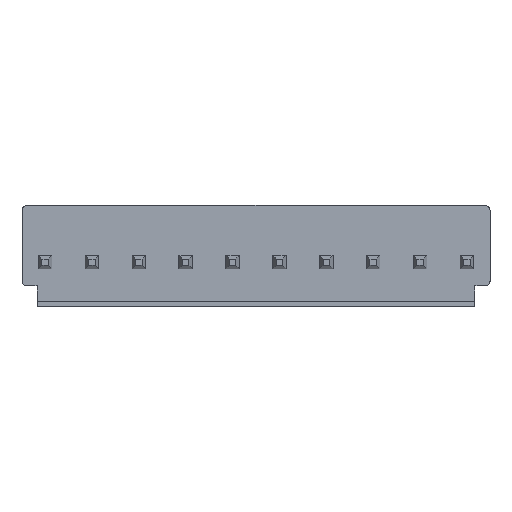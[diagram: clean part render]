
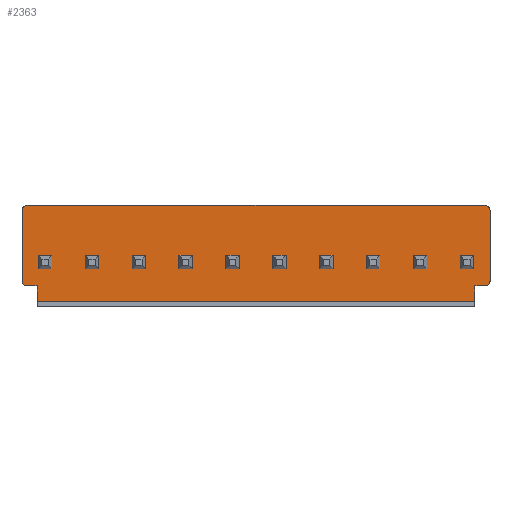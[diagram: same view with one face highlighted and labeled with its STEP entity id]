
A CAD part, front view. The second image highlights one B-rep face of the part: STEP entity #2363.
In plain terms, the highlighted planar face has unit normal (0, -1, 0).
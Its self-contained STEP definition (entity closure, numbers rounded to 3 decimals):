
#36=PLANE('',#2549);
#193=FACE_OUTER_BOUND('',#353,.T.);
#353=EDGE_LOOP('',(#1701,#1702,#1703,#1704,#1705,#1706,#1707,#1708,#1709,
#1710,#1711,#1712));
#513=LINE('',#3387,#837);
#516=LINE('',#3393,#840);
#517=LINE('',#3395,#841);
#518=LINE('',#3397,#842);
#519=LINE('',#3399,#843);
#520=LINE('',#3401,#844);
#521=LINE('',#3405,#845);
#522=LINE('',#3409,#846);
#837=VECTOR('',#2725,10.);
#840=VECTOR('',#2730,10.);
#841=VECTOR('',#2731,10.);
#842=VECTOR('',#2732,10.);
#843=VECTOR('',#2733,10.);
#844=VECTOR('',#2734,10.);
#845=VECTOR('',#2737,10.);
#846=VECTOR('',#2740,10.);
#1160=CIRCLE('',#2547,0.4);
#1161=CIRCLE('',#2550,0.4);
#1162=CIRCLE('',#2551,0.4);
#1163=CIRCLE('',#2552,0.4);
#1169=VERTEX_POINT('',#3380);
#1170=VERTEX_POINT('',#3382);
#1171=VERTEX_POINT('',#3386);
#1173=VERTEX_POINT('',#3392);
#1174=VERTEX_POINT('',#3394);
#1175=VERTEX_POINT('',#3396);
#1176=VERTEX_POINT('',#3398);
#1177=VERTEX_POINT('',#3400);
#1178=VERTEX_POINT('',#3402);
#1179=VERTEX_POINT('',#3404);
#1180=VERTEX_POINT('',#3406);
#1181=VERTEX_POINT('',#3408);
#1363=EDGE_CURVE('',#1169,#1170,#1160,.T.);
#1365=EDGE_CURVE('',#1171,#1170,#513,.T.);
#1368=EDGE_CURVE('',#1169,#1173,#516,.T.);
#1369=EDGE_CURVE('',#1174,#1173,#517,.T.);
#1370=EDGE_CURVE('',#1174,#1175,#518,.T.);
#1371=EDGE_CURVE('',#1176,#1175,#519,.T.);
#1372=EDGE_CURVE('',#1176,#1177,#520,.T.);
#1373=EDGE_CURVE('',#1178,#1177,#1161,.T.);
#1374=EDGE_CURVE('',#1178,#1179,#521,.T.);
#1375=EDGE_CURVE('',#1180,#1179,#1162,.T.);
#1376=EDGE_CURVE('',#1180,#1181,#522,.T.);
#1377=EDGE_CURVE('',#1171,#1181,#1163,.T.);
#1701=ORIENTED_EDGE('',*,*,#1363,.F.);
#1702=ORIENTED_EDGE('',*,*,#1368,.T.);
#1703=ORIENTED_EDGE('',*,*,#1369,.F.);
#1704=ORIENTED_EDGE('',*,*,#1370,.T.);
#1705=ORIENTED_EDGE('',*,*,#1371,.F.);
#1706=ORIENTED_EDGE('',*,*,#1372,.T.);
#1707=ORIENTED_EDGE('',*,*,#1373,.F.);
#1708=ORIENTED_EDGE('',*,*,#1374,.T.);
#1709=ORIENTED_EDGE('',*,*,#1375,.F.);
#1710=ORIENTED_EDGE('',*,*,#1376,.T.);
#1711=ORIENTED_EDGE('',*,*,#1377,.F.);
#1712=ORIENTED_EDGE('',*,*,#1365,.T.);
#2363=ADVANCED_FACE('',(#193),#36,.F.);
#2547=AXIS2_PLACEMENT_3D('',#3383,#2720,#2721);
#2549=AXIS2_PLACEMENT_3D('',#3391,#2728,#2729);
#2550=AXIS2_PLACEMENT_3D('',#3403,#2735,#2736);
#2551=AXIS2_PLACEMENT_3D('',#3407,#2738,#2739);
#2552=AXIS2_PLACEMENT_3D('',#3410,#2741,#2742);
#2720=DIRECTION('center_axis',(0.,1.,0.));
#2721=DIRECTION('ref_axis',(-0.707,0.,-0.707));
#2725=DIRECTION('',(0.,0.,-1.));
#2728=DIRECTION('center_axis',(0.,1.,0.));
#2729=DIRECTION('ref_axis',(1.,0.,0.));
#2730=DIRECTION('',(1.,0.,0.));
#2731=DIRECTION('',(0.,0.,1.));
#2732=DIRECTION('',(1.,0.,0.));
#2733=DIRECTION('',(0.,0.,-1.));
#2734=DIRECTION('',(1.,0.,0.));
#2735=DIRECTION('center_axis',(0.,1.,0.));
#2736=DIRECTION('ref_axis',(0.707,0.,-0.707));
#2737=DIRECTION('',(0.,0.,1.));
#2738=DIRECTION('center_axis',(0.,1.,0.));
#2739=DIRECTION('ref_axis',(0.707,0.,0.707));
#2740=DIRECTION('',(-1.,0.,0.));
#2741=DIRECTION('center_axis',(0.,1.,0.));
#2742=DIRECTION('ref_axis',(-0.707,0.,0.707));
#3380=CARTESIAN_POINT('',(-19.37,0.,-3.4));
#3382=CARTESIAN_POINT('',(-19.77,0.,-3.));
#3383=CARTESIAN_POINT('Origin',(-19.37,0.,-3.));
#3386=CARTESIAN_POINT('',(-19.77,0.,3.));
#3387=CARTESIAN_POINT('',(-19.77,0.,3.4));
#3391=CARTESIAN_POINT('Origin',(0.,0.,0.));
#3392=CARTESIAN_POINT('',(-18.5,0.,-3.4));
#3393=CARTESIAN_POINT('',(-19.77,0.,-3.4));
#3394=CARTESIAN_POINT('',(-18.5,0.,-4.7));
#3395=CARTESIAN_POINT('',(-18.5,0.,-3.4));
#3396=CARTESIAN_POINT('',(18.5,0.,-4.7));
#3397=CARTESIAN_POINT('',(0.,0.,-4.7));
#3398=CARTESIAN_POINT('',(18.5,0.,-3.4));
#3399=CARTESIAN_POINT('',(18.5,0.,-3.4));
#3400=CARTESIAN_POINT('',(19.37,0.,-3.4));
#3401=CARTESIAN_POINT('',(-19.77,0.,-3.4));
#3402=CARTESIAN_POINT('',(19.77,0.,-3.));
#3403=CARTESIAN_POINT('Origin',(19.37,0.,-3.));
#3404=CARTESIAN_POINT('',(19.77,0.,3.));
#3405=CARTESIAN_POINT('',(19.77,0.,-3.4));
#3406=CARTESIAN_POINT('',(19.37,0.,3.4));
#3407=CARTESIAN_POINT('Origin',(19.37,0.,3.));
#3408=CARTESIAN_POINT('',(-19.37,0.,3.4));
#3409=CARTESIAN_POINT('',(19.77,0.,3.4));
#3410=CARTESIAN_POINT('Origin',(-19.37,0.,3.));
